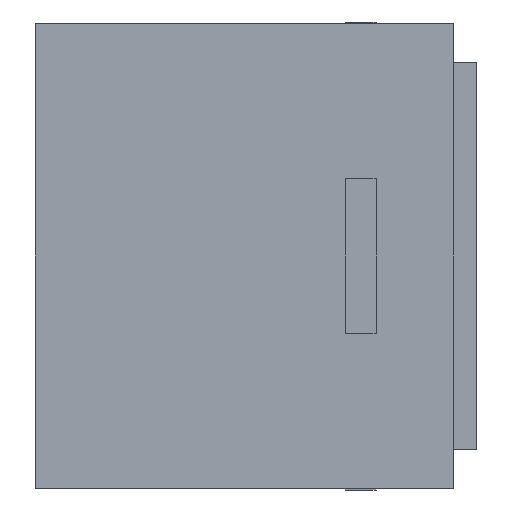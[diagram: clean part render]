
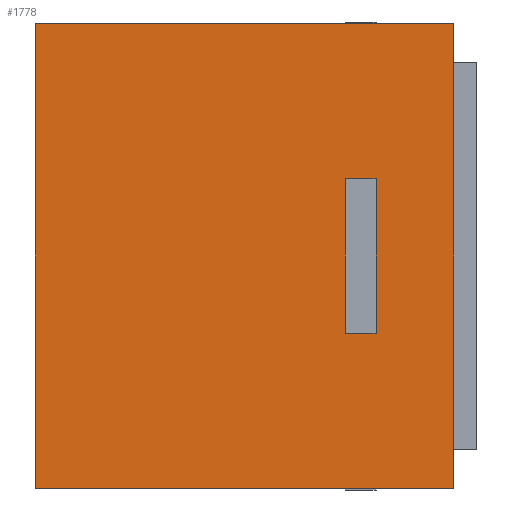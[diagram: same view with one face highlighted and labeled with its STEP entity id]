
A CAD part, left-side view. The second image highlights one B-rep face of the part: STEP entity #1778.
In plain terms, the highlighted planar face has unit normal (-1, 0, 0).
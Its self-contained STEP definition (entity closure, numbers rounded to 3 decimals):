
#23 = VERTEX_POINT ( 'NONE', #395 ) ;
#33 = ORIENTED_EDGE ( 'NONE', *, *, #240, .T. ) ;
#37 = VERTEX_POINT ( 'NONE', #1168 ) ;
#67 = LINE ( 'NONE', #1435, #986 ) ;
#70 = CARTESIAN_POINT ( 'NONE',  ( -0.3, -0.135, 0.15 ) ) ;
#98 = DIRECTION ( 'NONE',  ( 0., 0., 1. ) ) ;
#129 = DIRECTION ( 'NONE',  ( 0., -1., 0. ) ) ;
#154 = DIRECTION ( 'NONE',  ( 0., -1., 0. ) ) ;
#182 = EDGE_CURVE ( 'NONE', #1727, #1835, #1036, .T. ) ;
#240 = EDGE_CURVE ( 'NONE', #972, #23, #727, .T. ) ;
#268 = ORIENTED_EDGE ( 'NONE', *, *, #935, .T. ) ;
#276 = EDGE_CURVE ( 'NONE', #1585, #37, #468, .T. ) ;
#316 = VECTOR ( 'NONE', #1769, 1000. ) ;
#358 = VECTOR ( 'NONE', #154, 1000. ) ;
#395 = CARTESIAN_POINT ( 'NONE',  ( -0.3, -0.065, -0.05 ) ) ;
#399 = LINE ( 'NONE', #410, #1571 ) ;
#410 = CARTESIAN_POINT ( 'NONE',  ( -0.3, -0.065, 0.15 ) ) ;
#414 = EDGE_CURVE ( 'NONE', #1727, #730, #67, .T. ) ;
#445 = CARTESIAN_POINT ( 'NONE',  ( -0.3, -0.085, 0.15 ) ) ;
#468 = LINE ( 'NONE', #1819, #1909 ) ;
#472 = VECTOR ( 'NONE', #802, 1000. ) ;
#532 = EDGE_LOOP ( 'NONE', ( #804, #33, #1567, #553 ) ) ;
#553 = ORIENTED_EDGE ( 'NONE', *, *, #276, .T. ) ;
#588 = LINE ( 'NONE', #445, #1124 ) ;
#678 = DIRECTION ( 'NONE',  ( 0., 0., 1. ) ) ;
#699 = CARTESIAN_POINT ( 'NONE',  ( -0.3, 0.135, -0.15 ) ) ;
#710 = FACE_OUTER_BOUND ( 'NONE', #1041, .T. ) ;
#727 = LINE ( 'NONE', #1349, #1872 ) ;
#730 = VERTEX_POINT ( 'NONE', #754 ) ;
#754 = CARTESIAN_POINT ( 'NONE',  ( -0.3, 0.135, 0.15 ) ) ;
#802 = DIRECTION ( 'NONE',  ( 0., 0., 1. ) ) ;
#804 = ORIENTED_EDGE ( 'NONE', *, *, #1896, .T. ) ;
#844 = DIRECTION ( 'NONE',  ( 0., 1., 0. ) ) ;
#917 = DIRECTION ( 'NONE',  ( 0., 0., -1. ) ) ;
#935 = EDGE_CURVE ( 'NONE', #1835, #1062, #1447, .T. ) ;
#972 = VERTEX_POINT ( 'NONE', #1644 ) ;
#982 = CARTESIAN_POINT ( 'NONE',  ( -0.3, -0.065, 0.05 ) ) ;
#986 = VECTOR ( 'NONE', #678, 1000. ) ;
#1008 = CARTESIAN_POINT ( 'NONE',  ( -0.3, -0.135, 0.15 ) ) ;
#1036 = LINE ( 'NONE', #699, #316 ) ;
#1041 = EDGE_LOOP ( 'NONE', ( #268, #1342, #1736, #1424 ) ) ;
#1062 = VERTEX_POINT ( 'NONE', #1008 ) ;
#1124 = VECTOR ( 'NONE', #917, 1000. ) ;
#1162 = CARTESIAN_POINT ( 'NONE',  ( -0.3, 0.135, -0.15 ) ) ;
#1168 = CARTESIAN_POINT ( 'NONE',  ( -0.3, -0.085, 0.05 ) ) ;
#1207 = CARTESIAN_POINT ( 'NONE',  ( -0.3, 0.135, 0.15 ) ) ;
#1228 = LINE ( 'NONE', #1207, #358 ) ;
#1291 = EDGE_CURVE ( 'NONE', #23, #1585, #399, .T. ) ;
#1296 = PLANE ( 'NONE',  #1504 ) ;
#1342 = ORIENTED_EDGE ( 'NONE', *, *, #1831, .F. ) ;
#1349 = CARTESIAN_POINT ( 'NONE',  ( -0.3, 0.135, -0.05 ) ) ;
#1424 = ORIENTED_EDGE ( 'NONE', *, *, #182, .T. ) ;
#1435 = CARTESIAN_POINT ( 'NONE',  ( -0.3, 0.135, 0.15 ) ) ;
#1447 = LINE ( 'NONE', #70, #472 ) ;
#1450 = FACE_BOUND ( 'NONE', #532, .T. ) ;
#1504 = AXIS2_PLACEMENT_3D ( 'NONE', #1940, #1953, #1907 ) ;
#1567 = ORIENTED_EDGE ( 'NONE', *, *, #1291, .T. ) ;
#1571 = VECTOR ( 'NONE', #98, 1000. ) ;
#1585 = VERTEX_POINT ( 'NONE', #982 ) ;
#1644 = CARTESIAN_POINT ( 'NONE',  ( -0.3, -0.085, -0.05 ) ) ;
#1727 = VERTEX_POINT ( 'NONE', #1162 ) ;
#1736 = ORIENTED_EDGE ( 'NONE', *, *, #414, .F. ) ;
#1769 = DIRECTION ( 'NONE',  ( 0., -1., 0. ) ) ;
#1778 = ADVANCED_FACE ( 'NONE', ( #1450, #710 ), #1296, .F. ) ;
#1819 = CARTESIAN_POINT ( 'NONE',  ( -0.3, 0.135, 0.05 ) ) ;
#1831 = EDGE_CURVE ( 'NONE', #730, #1062, #1228, .T. ) ;
#1834 = CARTESIAN_POINT ( 'NONE',  ( -0.3, -0.135, -0.15 ) ) ;
#1835 = VERTEX_POINT ( 'NONE', #1834 ) ;
#1872 = VECTOR ( 'NONE', #844, 1000. ) ;
#1896 = EDGE_CURVE ( 'NONE', #37, #972, #588, .T. ) ;
#1907 = DIRECTION ( 'NONE',  ( 0., 0., -1. ) ) ;
#1909 = VECTOR ( 'NONE', #129, 1000. ) ;
#1940 = CARTESIAN_POINT ( 'NONE',  ( -0.3, 0.135, 0.15 ) ) ;
#1953 = DIRECTION ( 'NONE',  ( 1., 0., 0. ) ) ;
